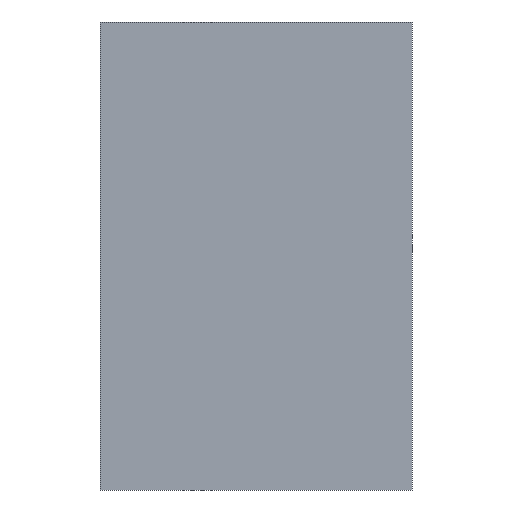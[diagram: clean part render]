
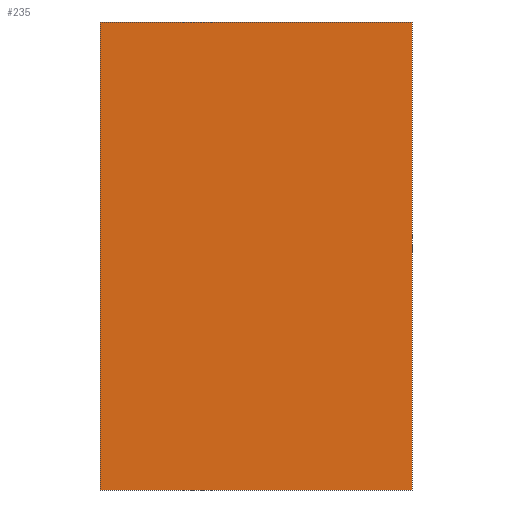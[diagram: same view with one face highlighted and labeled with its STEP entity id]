
A CAD part, front view. The second image highlights one B-rep face of the part: STEP entity #235.
In plain terms, the highlighted planar face has unit normal (0, -1, 0).
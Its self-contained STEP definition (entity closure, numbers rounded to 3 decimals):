
#6 = EDGE_CURVE ( 'NONE', #153, #154, #45, .T. ) ;
#11 = EDGE_CURVE ( 'NONE', #154, #147, #112, .T. ) ;
#18 = EDGE_CURVE ( 'NONE', #147, #146, #88, .T. ) ;
#19 = AXIS2_PLACEMENT_3D ( 'NONE', #188, #198, #217 ) ;
#20 = EDGE_CURVE ( 'NONE', #146, #153, #72, .T. ) ;
#45 = LINE ( 'NONE', #148, #83 ) ;
#53 = ORIENTED_EDGE ( 'NONE', *, *, #20, .F. ) ;
#57 = FACE_OUTER_BOUND ( 'NONE', #82, .T. ) ;
#70 = VECTOR ( 'NONE', #164, 1000. ) ;
#72 = LINE ( 'NONE', #163, #70 ) ;
#73 = VECTOR ( 'NONE', #161, 1000. ) ;
#82 = EDGE_LOOP ( 'NONE', ( #53, #93, #85, #89 ) ) ;
#83 = VECTOR ( 'NONE', #152, 1000. ) ;
#85 = ORIENTED_EDGE ( 'NONE', *, *, #11, .F. ) ;
#88 = LINE ( 'NONE', #160, #73 ) ;
#89 = ORIENTED_EDGE ( 'NONE', *, *, #6, .F. ) ;
#93 = ORIENTED_EDGE ( 'NONE', *, *, #18, .F. ) ;
#101 = VECTOR ( 'NONE', #155, 1000. ) ;
#112 = LINE ( 'NONE', #149, #101 ) ;
#146 = VERTEX_POINT ( 'NONE', #162 ) ;
#147 = VERTEX_POINT ( 'NONE', #179 ) ;
#148 = CARTESIAN_POINT ( 'NONE',  ( 0., 0., 0. ) ) ;
#149 = CARTESIAN_POINT ( 'NONE',  ( 50., 0., 0. ) ) ;
#152 = DIRECTION ( 'NONE',  ( 1., 0., 0. ) ) ;
#153 = VERTEX_POINT ( 'NONE', #180 ) ;
#154 = VERTEX_POINT ( 'NONE', #176 ) ;
#155 = DIRECTION ( 'NONE',  ( 0., 0., -1. ) ) ;
#160 = CARTESIAN_POINT ( 'NONE',  ( 0., 0., -75. ) ) ;
#161 = DIRECTION ( 'NONE',  ( -1., 0., 0. ) ) ;
#162 = CARTESIAN_POINT ( 'NONE',  ( 0., 0., -75. ) ) ;
#163 = CARTESIAN_POINT ( 'NONE',  ( 0., 0., 0. ) ) ;
#164 = DIRECTION ( 'NONE',  ( 0., 0., 1. ) ) ;
#176 = CARTESIAN_POINT ( 'NONE',  ( 50., 0., 0. ) ) ;
#179 = CARTESIAN_POINT ( 'NONE',  ( 50., 0., -75. ) ) ;
#180 = CARTESIAN_POINT ( 'NONE',  ( 0., 0., 0. ) ) ;
#188 = CARTESIAN_POINT ( 'NONE',  ( 0., 0., -75. ) ) ;
#193 = PLANE ( 'NONE',  #19 ) ;
#198 = DIRECTION ( 'NONE',  ( 0., -1., 0. ) ) ;
#217 = DIRECTION ( 'NONE',  ( 0., 0., -1. ) ) ;
#235 = ADVANCED_FACE ( 'NONE', ( #57 ), #193, .T. ) ;
